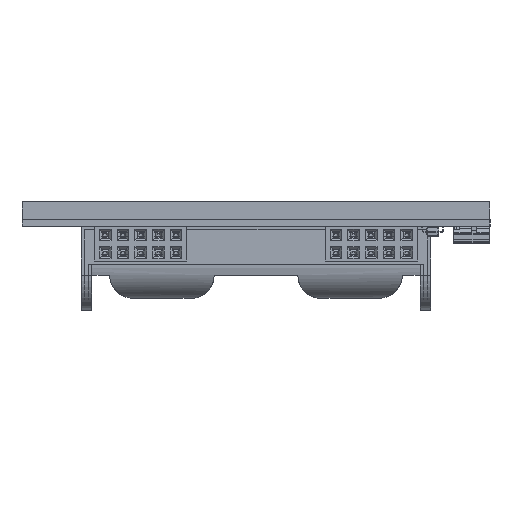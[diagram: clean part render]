
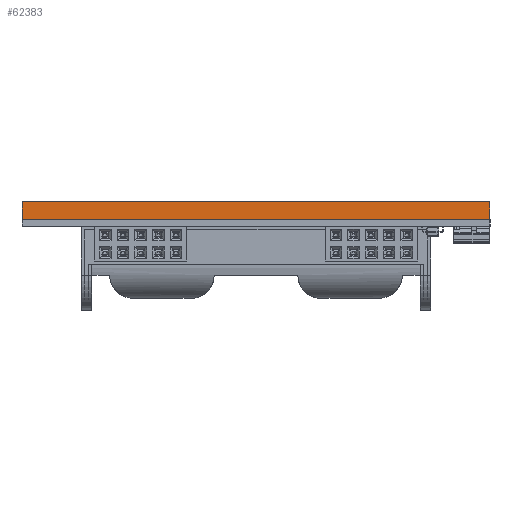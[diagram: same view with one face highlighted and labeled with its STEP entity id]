
A CAD part, left-side view. The second image highlights one B-rep face of the part: STEP entity #62383.
In plain terms, the highlighted planar face has unit normal (-1, 0, 0).
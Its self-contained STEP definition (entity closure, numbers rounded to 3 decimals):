
#62357 = VERTEX_POINT('',#62358);
#62358 = CARTESIAN_POINT('',(-184.8,0.,0.));
#62366 = VERTEX_POINT('',#62367);
#62367 = CARTESIAN_POINT('',(-184.8,2.53,0.));
#62373 = EDGE_CURVE('',#62357,#62366,#62374,.T.);
#62374 = LINE('',#62375,#62376);
#62375 = CARTESIAN_POINT('',(-184.8,0.,0.));
#62376 = VECTOR('',#62377,1.);
#62377 = DIRECTION('',(0.,1.,0.));
#62383 = ADVANCED_FACE('',(#62384),#62409,.T.);
#62384 = FACE_BOUND('',#62385,.T.);
#62385 = EDGE_LOOP('',(#62386,#62394,#62395,#62403));
#62386 = ORIENTED_EDGE('',*,*,#62387,.F.);
#62387 = EDGE_CURVE('',#62357,#62388,#62390,.T.);
#62388 = VERTEX_POINT('',#62389);
#62389 = CARTESIAN_POINT('',(-184.8,0.,-67.));
#62390 = LINE('',#62391,#62392);
#62391 = CARTESIAN_POINT('',(-184.8,0.,0.));
#62392 = VECTOR('',#62393,1.);
#62393 = DIRECTION('',(0.,0.,-1.));
#62394 = ORIENTED_EDGE('',*,*,#62373,.T.);
#62395 = ORIENTED_EDGE('',*,*,#62396,.F.);
#62396 = EDGE_CURVE('',#62397,#62366,#62399,.T.);
#62397 = VERTEX_POINT('',#62398);
#62398 = CARTESIAN_POINT('',(-184.8,2.53,-67.));
#62399 = LINE('',#62400,#62401);
#62400 = CARTESIAN_POINT('',(-184.8,2.53,0.));
#62401 = VECTOR('',#62402,1.);
#62402 = DIRECTION('',(0.,0.,1.));
#62403 = ORIENTED_EDGE('',*,*,#62404,.F.);
#62404 = EDGE_CURVE('',#62388,#62397,#62405,.T.);
#62405 = LINE('',#62406,#62407);
#62406 = CARTESIAN_POINT('',(-184.8,0.,-67.));
#62407 = VECTOR('',#62408,1.);
#62408 = DIRECTION('',(0.,1.,0.));
#62409 = PLANE('',#62410);
#62410 = AXIS2_PLACEMENT_3D('',#62411,#62412,#62413);
#62411 = CARTESIAN_POINT('',(-184.8,0.,-67.));
#62412 = DIRECTION('',(-1.,0.,0.));
#62413 = DIRECTION('',(0.,0.,1.));
